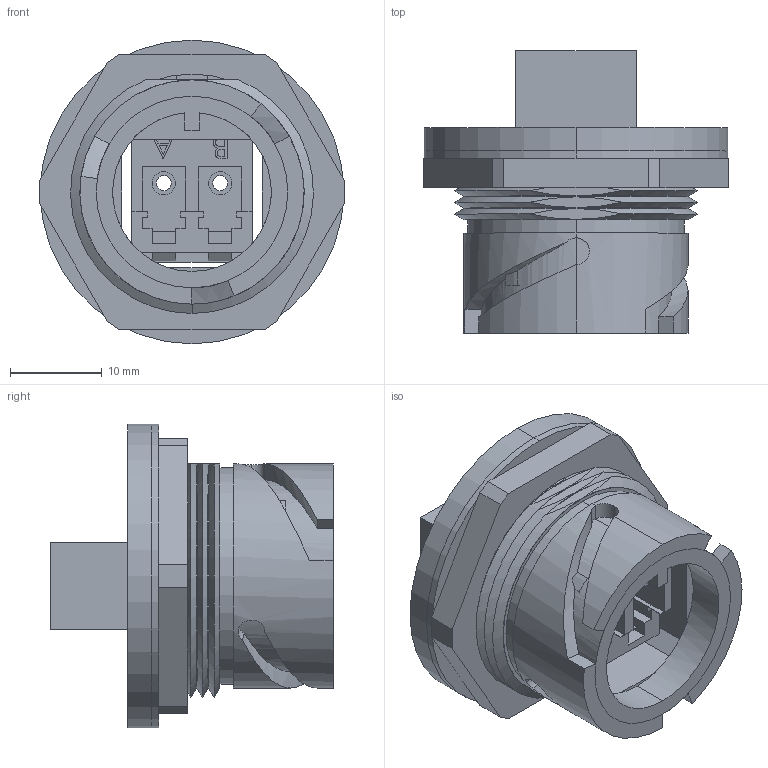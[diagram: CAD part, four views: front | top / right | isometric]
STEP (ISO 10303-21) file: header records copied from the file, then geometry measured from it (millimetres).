
FILE_DESCRIPTION (( 'STEP AP214' ), '1' );
FILE_NAME ('XLC-SM_3D.step', '2025-05-21T16:50:25', ( '' ), ( '' ), 'SwSTEP 2.0', 'SolidWorks 2022', '' );
FILE_SCHEMA (( 'AUTOMOTIVE_DESIGN' ));
Length unit declared in the file: inch
Products named in the file (5): XLC-MM-MA1; XLC-MM-MA4; XLC-MM-MA2; XLC-SM_3D; XLC-MM-MA3
Assembly tree (4 placements, depth 2):
  XLC-SM_3D
    XLC-MM-MA1
    XLC-MM-MA2
    XLC-MM-MA3
    XLC-MM-MA4
Bounding box: 33.13 x 30.73 x 33.02 mm (x, y, z)
Volume: 3045.9 mm3; surface area: 10983.6 mm2
Topology: 3 solids, 5 shells, 324 faces, 875 edges, 569 vertices
Faces by surface type: plane 225, cylinder 57, cone 24, bspline 18
Entity records: 13622 total; most frequent: CARTESIAN_POINT 3003, ORIENTED_EDGE 1746, DIRECTION 1520, EDGE_CURVE 875, VECTOR 656, LINE 656, VERTEX_POINT 569, AXIS2_PLACEMENT_3D 432
